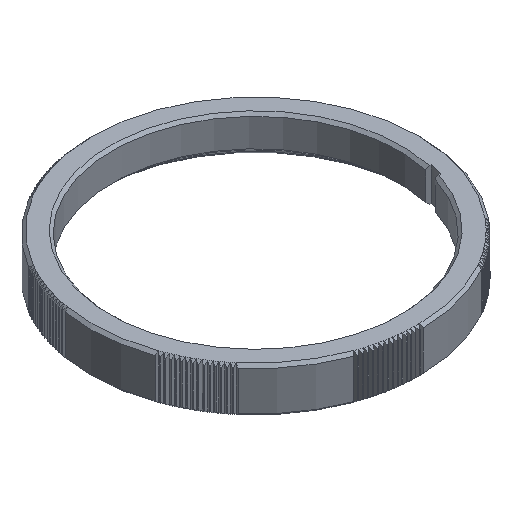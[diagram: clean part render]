
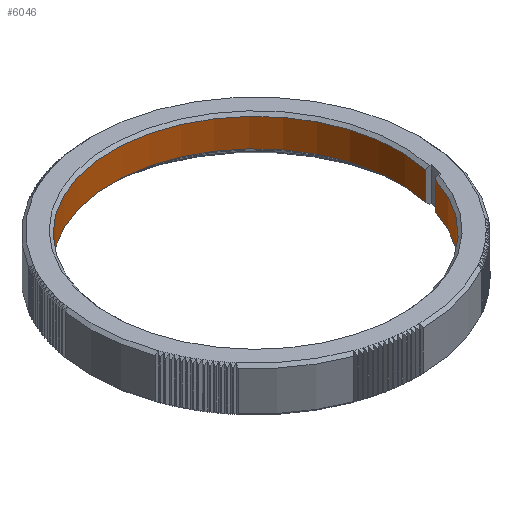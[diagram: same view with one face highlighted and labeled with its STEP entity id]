
A CAD part, isometric view. The second image highlights one B-rep face of the part: STEP entity #6046.
In plain terms, the highlighted cylindrical face has radius 25.5 mm (diameter 51 mm), a partial arc.
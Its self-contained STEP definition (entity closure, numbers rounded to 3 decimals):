
#925=LINE('',#11194,#1180);
#928=LINE('',#11210,#1183);
#1180=VECTOR('',#8471,1000.);
#1183=VECTOR('',#8476,1000.);
#2876=ORIENTED_EDGE('',*,*,#3882,.F.);
#2877=ORIENTED_EDGE('',*,*,#3883,.T.);
#2878=ORIENTED_EDGE('',*,*,#3877,.T.);
#2879=ORIENTED_EDGE('',*,*,#3884,.T.);
#3877=EDGE_CURVE('',#4415,#4416,#925,.F.);
#3882=EDGE_CURVE('',#4419,#4420,#928,.F.);
#3883=EDGE_CURVE('',#4419,#4415,#4754,.T.);
#3884=EDGE_CURVE('',#4416,#4420,#4755,.T.);
#4415=VERTEX_POINT('',#11195);
#4416=VERTEX_POINT('',#11196);
#4419=VERTEX_POINT('',#11211);
#4420=VERTEX_POINT('',#11212);
#4754=CIRCLE('',#6794,25.5);
#4755=CIRCLE('',#6795,25.5);
#5138=EDGE_LOOP('',(#2876,#2877,#2878,#2879));
#5554=FACE_BOUND('',#5138,.T.);
#5668=CYLINDRICAL_SURFACE('',#6793,25.5);
#6046=ADVANCED_FACE('',(#5554),#5668,.F.);
#6793=AXIS2_PLACEMENT_3D('',#11209,#8474,#8475);
#6794=AXIS2_PLACEMENT_3D('',#11213,#8477,#8478);
#6795=AXIS2_PLACEMENT_3D('',#11214,#8479,#8480);
#8471=DIRECTION('',(0.,0.,-1.));
#8474=DIRECTION('',(0.,0.,-1.));
#8475=DIRECTION('',(0.25,0.968,0.));
#8476=DIRECTION('',(0.,0.,-1.));
#8477=DIRECTION('',(0.,0.,-1.));
#8478=DIRECTION('',(-1.,0.,0.));
#8479=DIRECTION('',(0.,0.,1.));
#8480=DIRECTION('',(1.,0.,0.));
#11194=CARTESIAN_POINT('',(24.922,94.601,20.4));
#11195=CARTESIAN_POINT('',(24.922,94.601,17.9));
#11196=CARTESIAN_POINT('',(24.922,94.601,22.9));
#11209=CARTESIAN_POINT('',(0.,100.,23.4));
#11210=CARTESIAN_POINT('',(24.341,92.401,20.4));
#11211=CARTESIAN_POINT('',(24.341,92.401,17.9));
#11212=CARTESIAN_POINT('',(24.341,92.401,22.9));
#11213=CARTESIAN_POINT('',(0.,100.,17.9));
#11214=CARTESIAN_POINT('',(0.,100.,22.9));
